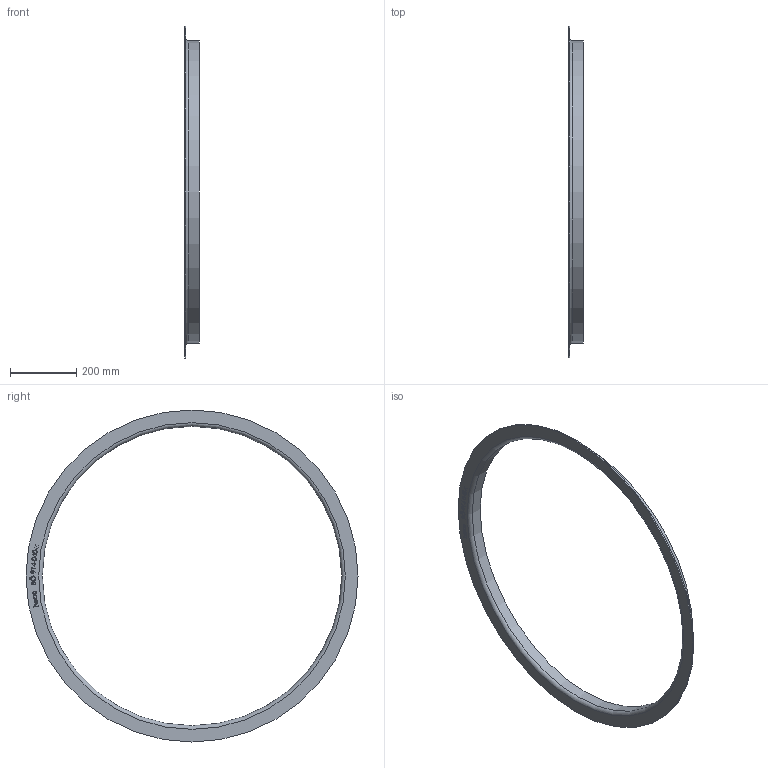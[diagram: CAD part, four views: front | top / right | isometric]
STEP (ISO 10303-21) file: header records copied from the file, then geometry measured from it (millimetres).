
FILE_DESCRIPTION (( 'STEP AP214' ), '1' );
FILE_NAME ('BÖ-914-040-x Vorschweissbördel 2012.STEP', '2020-12-08T10:58:59', ( '' ), ( '' ), 'SwSTEP 2.0', 'SolidWorks 2019', '' );
FILE_SCHEMA (( 'AUTOMOTIVE_DESIGN' ));
Length unit declared in the file: millimetre
Products named in the file (1): BÖ-914-040-x Vorschweissbördel 2012
Bounding box: 45 x 1005 x 1005 mm (x, y, z)
Volume: 1017082.8 mm3; surface area: 532618.6 mm2
Topology: 1 solids, 1 shells, 204 faces, 517 edges, 344 vertices
Faces by surface type: plane 112, bspline 87, cylinder 3, torus 2
Full cylindrical faces by diameter (mm): 906.4 x1, 914.4 x1, 1005 x1
Entity records: 13190 total; most frequent: CARTESIAN_POINT 6788, ORIENTED_EDGE 1024, DIRECTION 582, EDGE_CURVE 512, VERTEX_POINT 344, VECTOR 330, LINE 330, EDGE_LOOP 240
